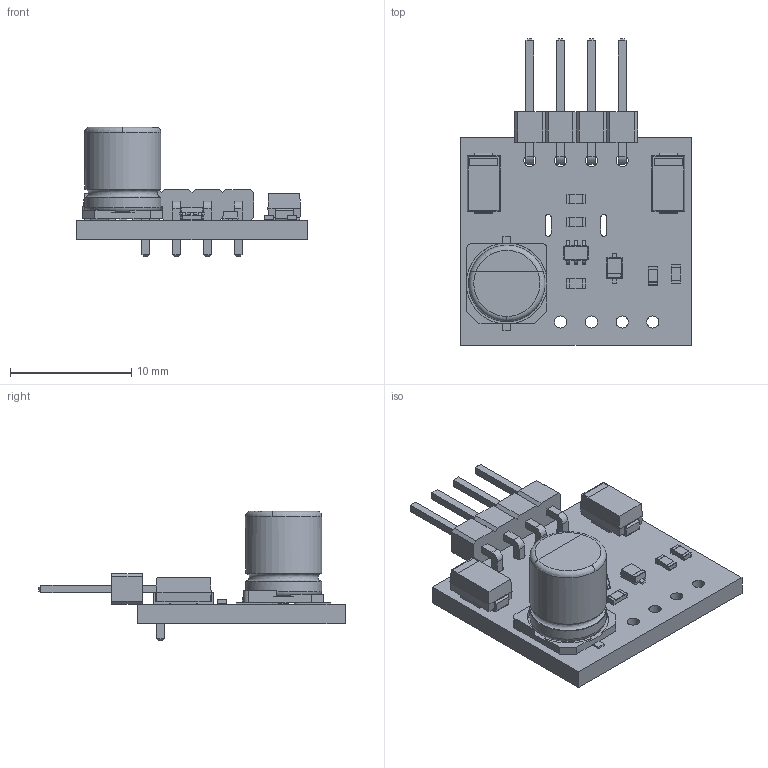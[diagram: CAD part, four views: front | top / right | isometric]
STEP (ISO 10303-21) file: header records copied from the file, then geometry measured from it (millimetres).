
FILE_DESCRIPTION(('FreeCAD Model'),'2;1');
FILE_NAME('PCBA_Miyama_Pulse_cp.step', '2019-02-18T13:20:41',('kicad StepUp'),('ksu MCAD'), 'Open CASCADE STEP processor 7.2','FreeCAD','Unknown');
FILE_SCHEMA(('AUTOMOTIVE_DESIGN { 1 0 10303 214 1 1 1 1 }'));
Length unit declared in the file: millimetre
Products named in the file (1): PCBA_Miyama_Pulse_cp
Bounding box: 19.05 x 25.28 x 10.7 mm (x, y, z)
Volume: 891.7 mm3; surface area: 1478.6 mm2
Topology: 12 solids, 12 shells, 536 faces, 1349 edges, 849 vertices
Faces by surface type: plane 367, cylinder 102, bspline 62, torus 4, revolution 1
Full cylindrical faces by diameter (mm): 1 x8, 6.3 x2
Entity records: 19607 total; most frequent: CARTESIAN_POINT 3220, ORIENTED_EDGE 2698, DIRECTION 2416, EDGE_CURVE 1349, LINE 1041, VECTOR 1041, VERTEX_POINT 849, AXIS2_PLACEMENT_3D 687
